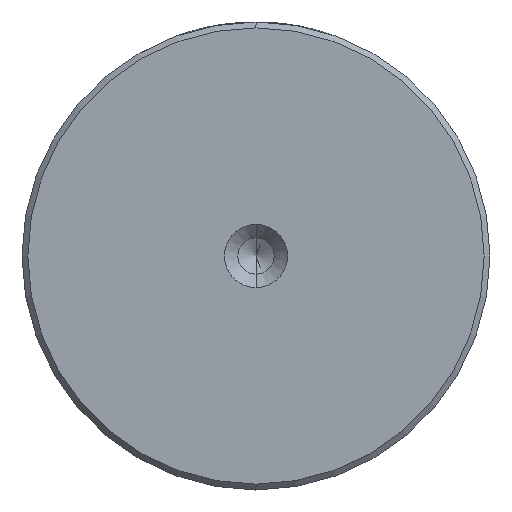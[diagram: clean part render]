
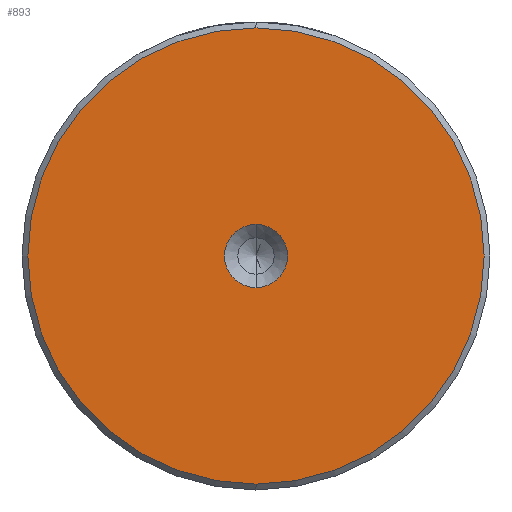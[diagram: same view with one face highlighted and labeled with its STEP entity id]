
A CAD part, left-side view. The second image highlights one B-rep face of the part: STEP entity #893.
In plain terms, the highlighted planar face has unit normal (-1, 0, 0).
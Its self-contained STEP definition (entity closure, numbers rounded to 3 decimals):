
#176 = VERTEX_POINT ( 'NONE', #1257 ) ;
#272 = ORIENTED_EDGE ( 'NONE', *, *, #533, .F. ) ;
#354 = DIRECTION ( 'NONE',  ( -1., 0., 0. ) ) ;
#396 = ORIENTED_EDGE ( 'NONE', *, *, #526, .T. ) ;
#526 = EDGE_CURVE ( 'NONE', #176, #2368, #2969, .T. ) ;
#533 = EDGE_CURVE ( 'NONE', #1365, #1589, #1702, .T. ) ;
#603 = AXIS2_PLACEMENT_3D ( 'NONE', #1840, #354, #2078 ) ;
#651 = DIRECTION ( 'NONE',  ( -1., 0., 0. ) ) ;
#689 = FACE_BOUND ( 'NONE', #1398, .T. ) ;
#747 = AXIS2_PLACEMENT_3D ( 'NONE', #2550, #1087, #2799 ) ;
#893 = ADVANCED_FACE ( 'NONE', ( #2477, #689 ), #2098, .T. ) ;
#917 = CIRCLE ( 'NONE', #2773, 19.5 ) ;
#972 = EDGE_CURVE ( 'NONE', #1589, #1365, #2902, .T. ) ;
#1013 = DIRECTION ( 'NONE',  ( -1., 0., 0. ) ) ;
#1074 = AXIS2_PLACEMENT_3D ( 'NONE', #2488, #1013, #2728 ) ;
#1087 = DIRECTION ( 'NONE',  ( -1., 0., 0. ) ) ;
#1186 = DIRECTION ( 'NONE',  ( -1., 0., 0. ) ) ;
#1257 = CARTESIAN_POINT ( 'NONE',  ( 0., 0., 19.5 ) ) ;
#1363 = EDGE_LOOP ( 'NONE', ( #2626, #396 ) ) ;
#1365 = VERTEX_POINT ( 'NONE', #1373 ) ;
#1373 = CARTESIAN_POINT ( 'NONE',  ( 0., 0., -2.7 ) ) ;
#1398 = EDGE_LOOP ( 'NONE', ( #2954, #272 ) ) ;
#1589 = VERTEX_POINT ( 'NONE', #1649 ) ;
#1647 = CARTESIAN_POINT ( 'NONE',  ( 0., 0., 0. ) ) ;
#1649 = CARTESIAN_POINT ( 'NONE',  ( 0., 0., 2.7 ) ) ;
#1702 = CIRCLE ( 'NONE', #747, 2.7 ) ;
#1840 = CARTESIAN_POINT ( 'NONE',  ( 0., 0., 0. ) ) ;
#2078 = DIRECTION ( 'NONE',  ( 0., 0., 1. ) ) ;
#2098 = PLANE ( 'NONE',  #2772 ) ;
#2208 = EDGE_CURVE ( 'NONE', #2368, #176, #917, .T. ) ;
#2368 = VERTEX_POINT ( 'NONE', #2844 ) ;
#2377 = DIRECTION ( 'NONE',  ( 0., 0., 1. ) ) ;
#2477 = FACE_OUTER_BOUND ( 'NONE', #1363, .T. ) ;
#2488 = CARTESIAN_POINT ( 'NONE',  ( 0., 0., 0. ) ) ;
#2550 = CARTESIAN_POINT ( 'NONE',  ( 0., 0., 0. ) ) ;
#2626 = ORIENTED_EDGE ( 'NONE', *, *, #2208, .T. ) ;
#2661 = CARTESIAN_POINT ( 'NONE',  ( 0., 0., 0. ) ) ;
#2728 = DIRECTION ( 'NONE',  ( 0., 0., 1. ) ) ;
#2772 = AXIS2_PLACEMENT_3D ( 'NONE', #1647, #651, #2377 ) ;
#2773 = AXIS2_PLACEMENT_3D ( 'NONE', #2661, #1186, #2898 ) ;
#2799 = DIRECTION ( 'NONE',  ( 0., 0., 1. ) ) ;
#2844 = CARTESIAN_POINT ( 'NONE',  ( 0., 0., -19.5 ) ) ;
#2898 = DIRECTION ( 'NONE',  ( 0., 0., 1. ) ) ;
#2902 = CIRCLE ( 'NONE', #1074, 2.7 ) ;
#2954 = ORIENTED_EDGE ( 'NONE', *, *, #972, .F. ) ;
#2969 = CIRCLE ( 'NONE', #603, 19.5 ) ;
